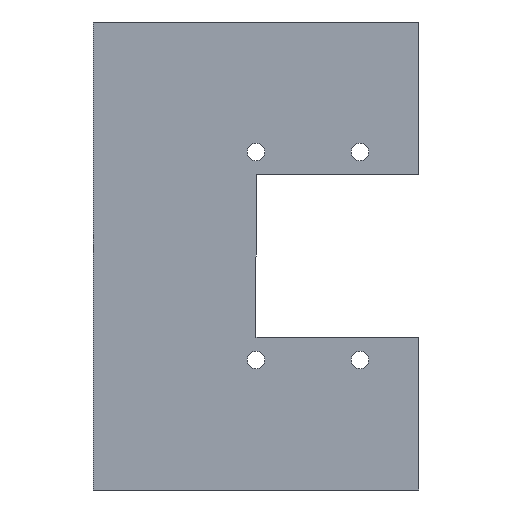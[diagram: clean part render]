
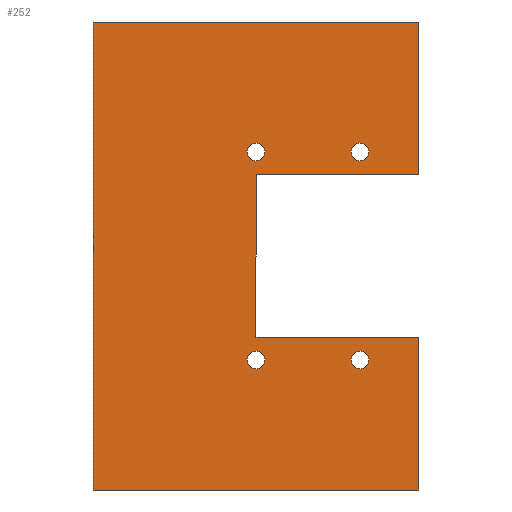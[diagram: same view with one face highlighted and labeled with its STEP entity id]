
A CAD part, left-side view. The second image highlights one B-rep face of the part: STEP entity #252.
In plain terms, the highlighted planar face has unit normal (-1, 0, 0).
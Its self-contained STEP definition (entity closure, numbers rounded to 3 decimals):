
#9 = AXIS2_PLACEMENT_3D ( 'NONE', #359, #179, #129 ) ;
#20 = VERTEX_POINT ( 'NONE', #626 ) ;
#34 = CARTESIAN_POINT ( 'NONE',  ( 0., 0., -36. ) ) ;
#43 = DIRECTION ( 'NONE',  ( 0., -1., 0. ) ) ;
#52 = DIRECTION ( 'NONE',  ( 0., 0., -1. ) ) ;
#58 = VECTOR ( 'NONE', #581, 1000. ) ;
#61 = PLANE ( 'NONE',  #582 ) ;
#62 = ORIENTED_EDGE ( 'NONE', *, *, #577, .T. ) ;
#72 = VECTOR ( 'NONE', #739, 1000. ) ;
#74 = CARTESIAN_POINT ( 'NONE',  ( 0., -41., -17.35 ) ) ;
#80 = CARTESIAN_POINT ( 'NONE',  ( 0., -50., 12.5 ) ) ;
#85 = CARTESIAN_POINT ( 'NONE',  ( 0., -25., -16. ) ) ;
#92 = EDGE_CURVE ( 'NONE', #353, #695, #453, .T. ) ;
#95 = ORIENTED_EDGE ( 'NONE', *, *, #602, .T. ) ;
#96 = EDGE_CURVE ( 'NONE', #729, #729, #469, .T. ) ;
#104 = CARTESIAN_POINT ( 'NONE',  ( 0., -75., -12.5 ) ) ;
#109 = FACE_BOUND ( 'NONE', #255, .T. ) ;
#112 = FACE_OUTER_BOUND ( 'NONE', #176, .T. ) ;
#127 = VERTEX_POINT ( 'NONE', #200 ) ;
#129 = DIRECTION ( 'NONE',  ( 0., 0., -1. ) ) ;
#134 = EDGE_CURVE ( 'NONE', #127, #587, #566, .T. ) ;
#136 = VERTEX_POINT ( 'NONE', #74 ) ;
#137 = CARTESIAN_POINT ( 'NONE',  ( 0., -50., 36. ) ) ;
#152 = AXIS2_PLACEMENT_3D ( 'NONE', #85, #636, #154 ) ;
#154 = DIRECTION ( 'NONE',  ( 0., 0., -1. ) ) ;
#165 = VERTEX_POINT ( 'NONE', #328 ) ;
#170 = ORIENTED_EDGE ( 'NONE', *, *, #96, .T. ) ;
#176 = EDGE_LOOP ( 'NONE', ( #393, #95, #635, #397, #205, #723, #651, #584 ) ) ;
#177 = EDGE_CURVE ( 'NONE', #477, #353, #509, .T. ) ;
#179 = DIRECTION ( 'NONE',  ( 1., 0., 0. ) ) ;
#183 = VECTOR ( 'NONE', #735, 1000. ) ;
#192 = CARTESIAN_POINT ( 'NONE',  ( 0., 0., 36. ) ) ;
#200 = CARTESIAN_POINT ( 'NONE',  ( 0., 0., -36. ) ) ;
#202 = EDGE_CURVE ( 'NONE', #477, #127, #286, .T. ) ;
#203 = CARTESIAN_POINT ( 'NONE',  ( 0., -25., -12.5 ) ) ;
#205 = ORIENTED_EDGE ( 'NONE', *, *, #202, .T. ) ;
#209 = VERTEX_POINT ( 'NONE', #472 ) ;
#227 = FACE_BOUND ( 'NONE', #312, .T. ) ;
#230 = FACE_BOUND ( 'NONE', #296, .T. ) ;
#232 = CARTESIAN_POINT ( 'NONE',  ( 0., -50., 36. ) ) ;
#234 = CARTESIAN_POINT ( 'NONE',  ( 0., -50., -36. ) ) ;
#240 = EDGE_LOOP ( 'NONE', ( #170 ) ) ;
#252 = ADVANCED_FACE ( 'NONE', ( #230, #289, #109, #227, #112 ), #61, .F. ) ;
#255 = EDGE_LOOP ( 'NONE', ( #745 ) ) ;
#259 = DIRECTION ( 'NONE',  ( 0., -1., 0. ) ) ;
#260 = VECTOR ( 'NONE', #43, 1000. ) ;
#281 = EDGE_CURVE ( 'NONE', #209, #325, #333, .T. ) ;
#286 = LINE ( 'NONE', #525, #415 ) ;
#289 = FACE_BOUND ( 'NONE', #240, .T. ) ;
#296 = EDGE_LOOP ( 'NONE', ( #62 ) ) ;
#304 = VERTEX_POINT ( 'NONE', #426 ) ;
#312 = EDGE_LOOP ( 'NONE', ( #736 ) ) ;
#318 = EDGE_CURVE ( 'NONE', #136, #136, #662, .T. ) ;
#325 = VERTEX_POINT ( 'NONE', #468 ) ;
#328 = CARTESIAN_POINT ( 'NONE',  ( 0., -25., 12.5 ) ) ;
#333 = LINE ( 'NONE', #104, #459 ) ;
#337 = CIRCLE ( 'NONE', #9, 1.35 ) ;
#353 = VERTEX_POINT ( 'NONE', #232 ) ;
#359 = CARTESIAN_POINT ( 'NONE',  ( 0., -25., 16. ) ) ;
#363 = VECTOR ( 'NONE', #390, 1000. ) ;
#367 = EDGE_CURVE ( 'NONE', #304, #304, #337, .T. ) ;
#375 = AXIS2_PLACEMENT_3D ( 'NONE', #461, #588, #586 ) ;
#385 = LINE ( 'NONE', #137, #72 ) ;
#390 = DIRECTION ( 'NONE',  ( 0., 0., 1. ) ) ;
#391 = CARTESIAN_POINT ( 'NONE',  ( 0., 0., 36. ) ) ;
#393 = ORIENTED_EDGE ( 'NONE', *, *, #524, .T. ) ;
#397 = ORIENTED_EDGE ( 'NONE', *, *, #177, .F. ) ;
#398 = CARTESIAN_POINT ( 'NONE',  ( 0., -75., 12.5 ) ) ;
#415 = VECTOR ( 'NONE', #52, 1000. ) ;
#426 = CARTESIAN_POINT ( 'NONE',  ( 0., -25., 14.65 ) ) ;
#428 = AXIS2_PLACEMENT_3D ( 'NONE', #527, #460, #696 ) ;
#449 = EDGE_CURVE ( 'NONE', #209, #587, #385, .T. ) ;
#453 = LINE ( 'NONE', #619, #183 ) ;
#459 = VECTOR ( 'NONE', #583, 1000. ) ;
#460 = DIRECTION ( 'NONE',  ( 1., 0., 0. ) ) ;
#461 = CARTESIAN_POINT ( 'NONE',  ( 0., -41., -16. ) ) ;
#468 = CARTESIAN_POINT ( 'NONE',  ( 0., -25., -12.5 ) ) ;
#469 = CIRCLE ( 'NONE', #152, 1.35 ) ;
#472 = CARTESIAN_POINT ( 'NONE',  ( 0., -50., -12.5 ) ) ;
#477 = VERTEX_POINT ( 'NONE', #192 ) ;
#509 = LINE ( 'NONE', #391, #260 ) ;
#524 = EDGE_CURVE ( 'NONE', #325, #165, #730, .T. ) ;
#525 = CARTESIAN_POINT ( 'NONE',  ( 0., 0., 36. ) ) ;
#527 = CARTESIAN_POINT ( 'NONE',  ( 0., -41., 16. ) ) ;
#548 = CARTESIAN_POINT ( 'NONE',  ( 0., -25., -17.35 ) ) ;
#566 = LINE ( 'NONE', #34, #763 ) ;
#577 = EDGE_CURVE ( 'NONE', #20, #20, #765, .T. ) ;
#581 = DIRECTION ( 'NONE',  ( 0., -1., 0. ) ) ;
#582 = AXIS2_PLACEMENT_3D ( 'NONE', #706, #694, #752 ) ;
#583 = DIRECTION ( 'NONE',  ( 0., 1., 0. ) ) ;
#584 = ORIENTED_EDGE ( 'NONE', *, *, #281, .T. ) ;
#586 = DIRECTION ( 'NONE',  ( 0., 0., -1. ) ) ;
#587 = VERTEX_POINT ( 'NONE', #234 ) ;
#588 = DIRECTION ( 'NONE',  ( 1., 0., 0. ) ) ;
#597 = LINE ( 'NONE', #398, #58 ) ;
#602 = EDGE_CURVE ( 'NONE', #165, #695, #597, .T. ) ;
#619 = CARTESIAN_POINT ( 'NONE',  ( 0., -50., 36. ) ) ;
#626 = CARTESIAN_POINT ( 'NONE',  ( 0., -41., 14.65 ) ) ;
#635 = ORIENTED_EDGE ( 'NONE', *, *, #92, .F. ) ;
#636 = DIRECTION ( 'NONE',  ( 1., 0., 0. ) ) ;
#651 = ORIENTED_EDGE ( 'NONE', *, *, #449, .F. ) ;
#662 = CIRCLE ( 'NONE', #375, 1.35 ) ;
#694 = DIRECTION ( 'NONE',  ( 1., 0., 0. ) ) ;
#695 = VERTEX_POINT ( 'NONE', #80 ) ;
#696 = DIRECTION ( 'NONE',  ( 0., 0., -1. ) ) ;
#706 = CARTESIAN_POINT ( 'NONE',  ( 0., 0., 36. ) ) ;
#723 = ORIENTED_EDGE ( 'NONE', *, *, #134, .T. ) ;
#729 = VERTEX_POINT ( 'NONE', #548 ) ;
#730 = LINE ( 'NONE', #203, #363 ) ;
#735 = DIRECTION ( 'NONE',  ( 0., 0., -1. ) ) ;
#736 = ORIENTED_EDGE ( 'NONE', *, *, #367, .T. ) ;
#739 = DIRECTION ( 'NONE',  ( 0., 0., -1. ) ) ;
#745 = ORIENTED_EDGE ( 'NONE', *, *, #318, .T. ) ;
#752 = DIRECTION ( 'NONE',  ( 0., 1., 0. ) ) ;
#763 = VECTOR ( 'NONE', #259, 1000. ) ;
#765 = CIRCLE ( 'NONE', #428, 1.35 ) ;
